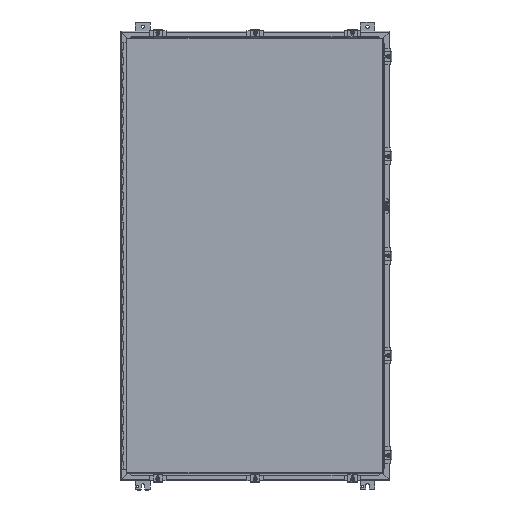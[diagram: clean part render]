
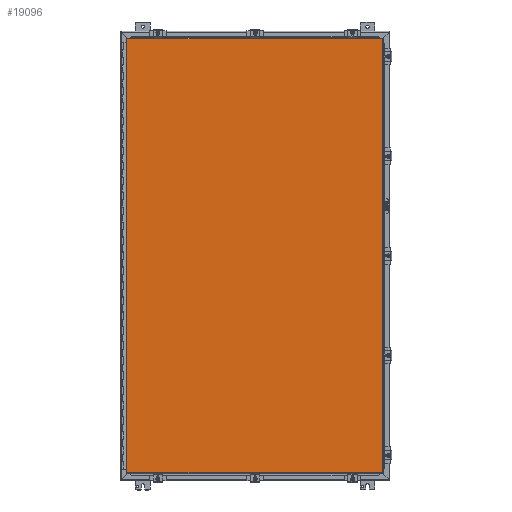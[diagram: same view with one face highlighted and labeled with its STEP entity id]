
A CAD part, top view. The second image highlights one B-rep face of the part: STEP entity #19096.
In plain terms, the highlighted face is planar.
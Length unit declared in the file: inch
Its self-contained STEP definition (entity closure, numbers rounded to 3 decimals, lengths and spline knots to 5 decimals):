
#1544=LINE('',#29685,#3463);
#1550=LINE('',#29806,#3469);
#1560=LINE('',#29959,#3479);
#1563=LINE('',#29992,#3482);
#3463=VECTOR('',#23351,0.3937);
#3469=VECTOR('',#23365,0.3937);
#3479=VECTOR('',#23387,0.3937);
#3482=VECTOR('',#23396,0.3937);
#5371=PLANE('',#20577);
#6113=FACE_OUTER_BOUND('',#7143,.T.);
#7143=EDGE_LOOP('',(#14781,#14782,#14783,#14784));
#9093=VERTEX_POINT('',#29676);
#9094=VERTEX_POINT('',#29684);
#9097=VERTEX_POINT('',#29754);
#9098=VERTEX_POINT('',#29798);
#11178=EDGE_CURVE('',#9094,#9093,#1544,.T.);
#11191=EDGE_CURVE('',#9097,#9098,#1550,.T.);
#11208=EDGE_CURVE('',#9093,#9097,#1560,.T.);
#11212=EDGE_CURVE('',#9098,#9094,#1563,.T.);
#14781=ORIENTED_EDGE('',*,*,#11208,.T.);
#14782=ORIENTED_EDGE('',*,*,#11191,.T.);
#14783=ORIENTED_EDGE('',*,*,#11212,.T.);
#14784=ORIENTED_EDGE('',*,*,#11178,.T.);
#19096=ADVANCED_FACE('',(#6113),#5371,.F.);
#20577=AXIS2_PLACEMENT_3D('',#30072,#23410,#23411);
#23351=DIRECTION('',(-1.,0.,0.));
#23365=DIRECTION('',(1.,0.,0.));
#23387=DIRECTION('',(0.,1.,0.));
#23396=DIRECTION('',(0.,-1.,0.));
#23410=DIRECTION('center_axis',(0.,0.,1.));
#23411=DIRECTION('ref_axis',(1.,0.,0.));
#29676=CARTESIAN_POINT('',(-17.08225,-28.9885,0.));
#29684=CARTESIAN_POINT('',(17.08225,-28.9885,0.));
#29685=CARTESIAN_POINT('',(8.54113,-28.9885,0.));
#29754=CARTESIAN_POINT('',(-17.08225,28.9885,0.));
#29798=CARTESIAN_POINT('',(17.08225,28.9885,0.));
#29806=CARTESIAN_POINT('',(-8.59375,28.9885,0.));
#29959=CARTESIAN_POINT('',(-17.08225,-14.49425,0.));
#29992=CARTESIAN_POINT('',(17.08225,14.49425,0.));
#30072=CARTESIAN_POINT('Origin',(0.,0.,
0.));
